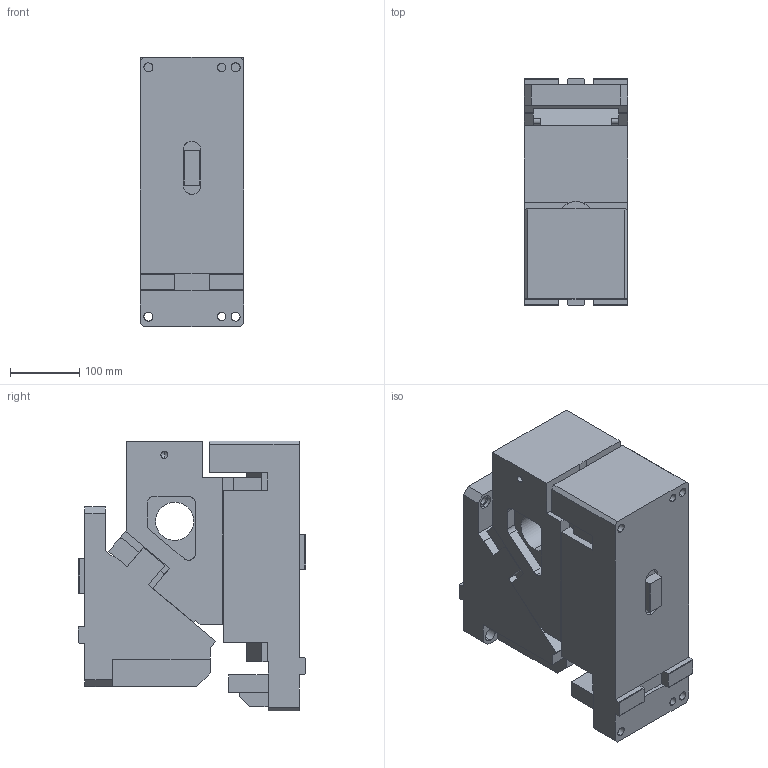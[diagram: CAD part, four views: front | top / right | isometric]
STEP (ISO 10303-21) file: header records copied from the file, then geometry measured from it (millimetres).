
FILE_DESCRIPTION(('CATIA V5 STEP Exchange'),'2;1');
FILE_NAME('CDCV_150_00_70.stp','2015-05-11T15:48:36+00:00',('none'),('none'),'CATIA Version 5 Release 19 SP 2 (IN-10)','CATIA V5 STEP AP203','none');
FILE_SCHEMA(('CONFIG_CONTROL_DESIGN'));
Length unit declared in the file: millimetre
Products named in the file (1): CDCV_150_00_70
Bounding box: 150 x 328 x 390 mm (x, y, z)
Volume: 13082745.2 mm3; surface area: 806114.1 mm2
Topology: 3 solids, 3 shells, 283 faces, 758 edges, 495 vertices
Faces by surface type: plane 198, cylinder 78, cone 6, extrusion 1
Entity records: 9842 total; most frequent: CARTESIAN_POINT 2991, ORIENTED_EDGE 1504, DIRECTION 1176, EDGE_CURVE 752, VECTOR 590, LINE 589, VERTEX_POINT 495, AXIS2_PLACEMENT_3D 338
